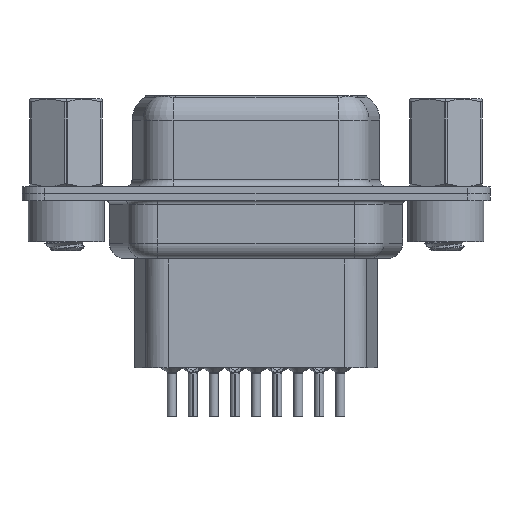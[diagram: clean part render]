
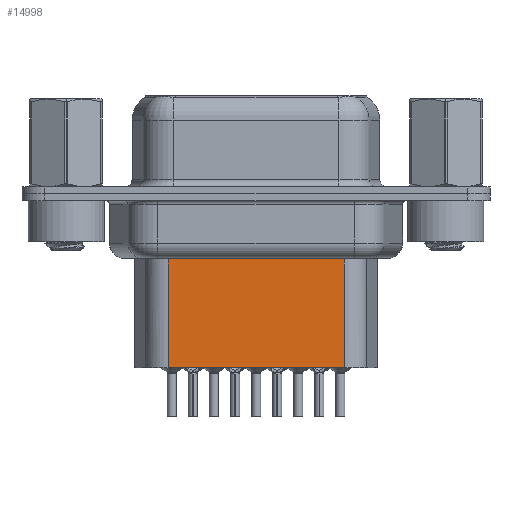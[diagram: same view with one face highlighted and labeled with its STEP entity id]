
A CAD part, front view. The second image highlights one B-rep face of the part: STEP entity #14998.
In plain terms, the highlighted planar face has unit normal (0, -1, 0).
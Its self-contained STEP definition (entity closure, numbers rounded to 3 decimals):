
#1660 = ORIENTED_EDGE ( 'NONE', *, *, #19956, .F. ) ;
#2032 = CARTESIAN_POINT ( 'NONE',  ( 18.294, -3.5, -4.097 ) ) ;
#2380 = ORIENTED_EDGE ( 'NONE', *, *, #17905, .F. ) ;
#4122 = VECTOR ( 'NONE', #23019, 1000. ) ;
#5806 = CARTESIAN_POINT ( 'NONE',  ( 6.706, -3.5, -11.45 ) ) ;
#5822 = CARTESIAN_POINT ( 'NONE',  ( 6.706, -3.5, -3.1 ) ) ;
#7869 = DIRECTION ( 'NONE',  ( 1., 0., 0. ) ) ;
#8182 = EDGE_CURVE ( 'NONE', #10471, #10283, #20233, .T. ) ;
#8491 = LINE ( 'NONE', #9496, #13315 ) ;
#8872 = VERTEX_POINT ( 'NONE', #5806 ) ;
#9358 = VECTOR ( 'NONE', #21358, 1000. ) ;
#9462 = CARTESIAN_POINT ( 'NONE',  ( 6.706, -3.5, -4.097 ) ) ;
#9496 = CARTESIAN_POINT ( 'NONE',  ( 18.294, -3.5, -3.1 ) ) ;
#9510 = LINE ( 'NONE', #10740, #4122 ) ;
#9599 = EDGE_CURVE ( 'NONE', #10283, #8872, #16138, .T. ) ;
#9990 = VECTOR ( 'NONE', #17079, 1000. ) ;
#10210 = ORIENTED_EDGE ( 'NONE', *, *, #9599, .T. ) ;
#10283 = VERTEX_POINT ( 'NONE', #9462 ) ;
#10290 = CARTESIAN_POINT ( 'NONE',  ( 18.294, -3.5, -11.45 ) ) ;
#10471 = VERTEX_POINT ( 'NONE', #2032 ) ;
#10740 = CARTESIAN_POINT ( 'NONE',  ( 6.706, -3.5, -11.45 ) ) ;
#11146 = AXIS2_PLACEMENT_3D ( 'NONE', #5822, #20119, #7869 ) ;
#11160 = CARTESIAN_POINT ( 'NONE',  ( 6.459, -3.5, -4.097 ) ) ;
#11588 = EDGE_LOOP ( 'NONE', ( #2380, #21102, #10210, #1660 ) ) ;
#13315 = VECTOR ( 'NONE', #19703, 1000. ) ;
#14327 = FACE_OUTER_BOUND ( 'NONE', #11588, .T. ) ;
#14998 = ADVANCED_FACE ( 'NONE', ( #14327 ), #18066, .T. ) ;
#15016 = CARTESIAN_POINT ( 'NONE',  ( 6.706, -3.5, -3.1 ) ) ;
#16138 = LINE ( 'NONE', #15016, #9990 ) ;
#17079 = DIRECTION ( 'NONE',  ( 0., 0., -1. ) ) ;
#17905 = EDGE_CURVE ( 'NONE', #10471, #24581, #8491, .T. ) ;
#18066 = PLANE ( 'NONE',  #11146 ) ;
#19703 = DIRECTION ( 'NONE',  ( 0., 0., -1. ) ) ;
#19956 = EDGE_CURVE ( 'NONE', #24581, #8872, #9510, .T. ) ;
#20119 = DIRECTION ( 'NONE',  ( 0., -1., 0. ) ) ;
#20233 = LINE ( 'NONE', #11160, #9358 ) ;
#21102 = ORIENTED_EDGE ( 'NONE', *, *, #8182, .T. ) ;
#21358 = DIRECTION ( 'NONE',  ( -1., 0., 0. ) ) ;
#23019 = DIRECTION ( 'NONE',  ( -1., 0., 0. ) ) ;
#24581 = VERTEX_POINT ( 'NONE', #10290 ) ;
